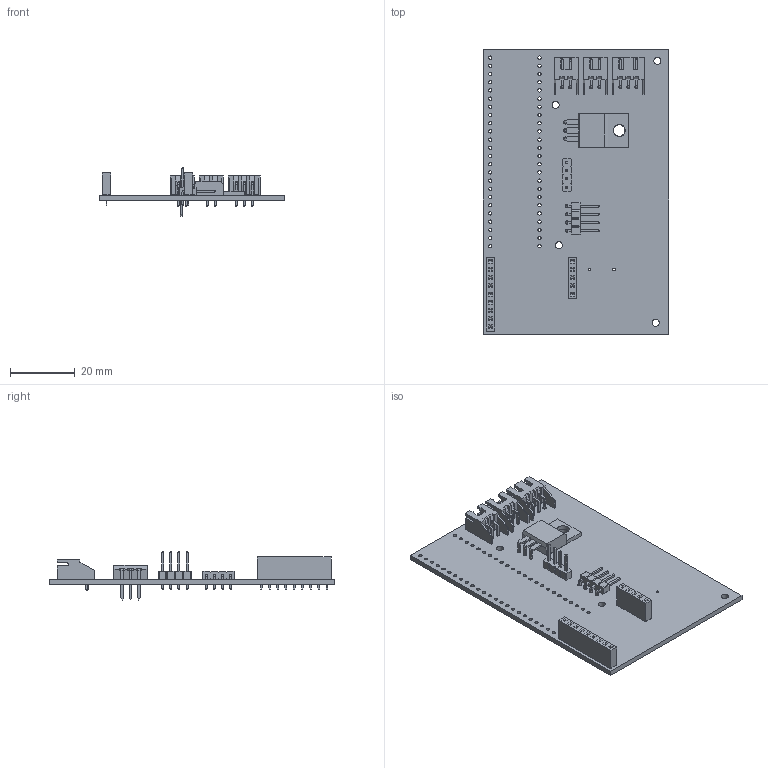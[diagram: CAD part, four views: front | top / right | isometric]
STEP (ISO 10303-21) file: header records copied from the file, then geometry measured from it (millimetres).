
FILE_DESCRIPTION(('KiCad electronic assembly'),'2;1');
FILE_NAME('LVPD-board_Payload.step','2024-06-04T18:50:05',('Pcbnew'),( 'Kicad'),'Open CASCADE STEP processor 7.7','KiCad to STEP converter' ,'Unknown');
FILE_SCHEMA(('AUTOMOTIVE_DESIGN { 1 0 10303 214 1 1 1 1 }'));
Length unit declared in the file: millimetre
Products named in the file (16): LVPD-board_Payload 1; PinSocket_1x05_P2.54mm_Vertical; SOLID; JST_XH_S3B-XH-A_1x03_P2.50mm_Horizontal; TO-220-3_Horizontal_TabDown; JST_XH_S2B-XH-A_1x02_P2.50mm_Horizontal; PinSocket_1x09_P2.54mm_Vertical; PinHeader_1x04_P2.54mm_Horizontal; PinHeader_1x04_P2.54mm_Vertical; LVPD-board_Payload PCB
Assembly tree (16 placements, depth 3):
  LVPD-board_Payload 1
    PinSocket_1x05_P2.54mm_Vertical
      SOLID
    JST_XH_S3B-XH-A_1x03_P2.50mm_Horizontal
      SOLID
    TO-220-3_Horizontal_TabDown
      SOLID
    JST_XH_S2B-XH-A_1x02_P2.50mm_Horizontal  x2
      SOLID
    PinSocket_1x09_P2.54mm_Vertical
      SOLID
    PinHeader_1x04_P2.54mm_Horizontal
      SOLID
    PinHeader_1x04_P2.54mm_Vertical
      SOLID
    LVPD-board_Payload PCB
Bounding box: 57.4 x 88 x 14.87 mm (x, y, z)
Volume: 9779 mm3; surface area: 14652.9 mm2
Topology: 9 solids, 9 shells, 1186 faces, 3106 edges, 2010 vertices
Faces by surface type: plane 1065, cylinder 121
Full cylindrical faces by diameter (mm): 0.762 x2, 0.95 x3, 1 x26, 1.02 x48, 1.1 x3, 2.2 x4, 3.5 x1, 3.735 x1
Entity records: 77194 total; most frequent: CARTESIAN_POINT 12475, DIRECTION 10696, LINE 8005, VECTOR 8005, ORIENTED_EDGE 5638, PCURVE 5638, DEFINITIONAL_REPRESENTATION 5638, EDGE_CURVE 2819
